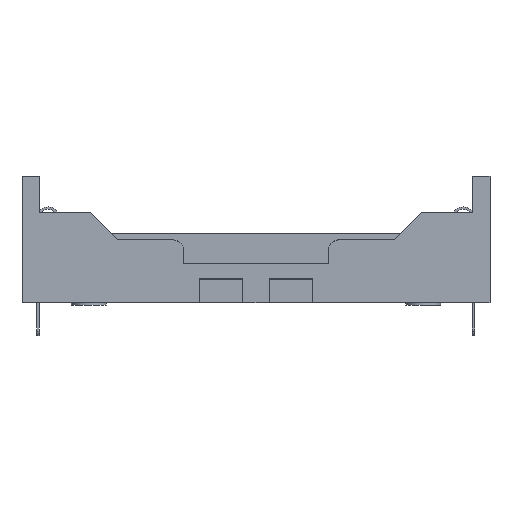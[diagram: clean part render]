
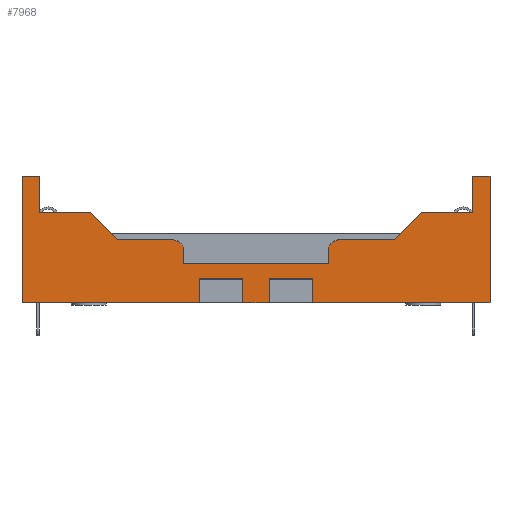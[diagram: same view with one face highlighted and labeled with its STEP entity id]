
A CAD part, left-side view. The second image highlights one B-rep face of the part: STEP entity #7968.
In plain terms, the highlighted face is planar.
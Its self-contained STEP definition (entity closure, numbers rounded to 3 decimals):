
#438=FACE_OUTER_BOUND('',#860,.T.);
#860=EDGE_LOOP('',(#6472,#6473,#6474,#6475,#6476,#6477,#6478,#6479,#6480,
#6481,#6482,#6483,#6484,#6485,#6486,#6487,#6488,#6489,#6490,#6491,#6492,
#6493,#6494,#6495,#6496,#6497));
#1480=LINE('',#11866,#2498);
#1481=LINE('',#11869,#2499);
#1487=LINE('',#11879,#2505);
#1491=LINE('',#11887,#2509);
#1495=LINE('',#11894,#2513);
#1497=LINE('',#11898,#2515);
#1622=LINE('',#12164,#2640);
#1627=LINE('',#12173,#2645);
#1681=LINE('',#12308,#2699);
#1685=LINE('',#12316,#2703);
#1688=LINE('',#12321,#2706);
#1691=LINE('',#12329,#2709);
#1693=LINE('',#12333,#2711);
#1695=LINE('',#12337,#2713);
#1697=LINE('',#12343,#2715);
#1715=LINE('',#12379,#2733);
#1742=LINE('',#12432,#2760);
#1743=LINE('',#12434,#2761);
#1744=LINE('',#12435,#2762);
#1745=LINE('',#12436,#2763);
#1746=LINE('',#12437,#2764);
#1747=LINE('',#12439,#2765);
#1748=LINE('',#12440,#2766);
#1749=LINE('',#12441,#2767);
#2498=VECTOR('',#9641,7.2);
#2499=VECTOR('',#9644,4.);
#2505=VECTOR('',#9652,4.);
#2509=VECTOR('',#9660,7.2);
#2513=VECTOR('',#9666,4.);
#2515=VECTOR('',#9670,4.);
#2640=VECTOR('',#9889,6.);
#2645=VECTOR('',#9896,6.);
#2699=VECTOR('',#10024,6.364);
#2703=VECTOR('',#10030,6.364);
#2706=VECTOR('',#10035,9.);
#2709=VECTOR('',#10044,2.);
#2711=VECTOR('',#10048,24.);
#2713=VECTOR('',#10052,2.);
#2715=VECTOR('',#10060,9.);
#2733=VECTOR('',#10080,2.9);
#2760=VECTOR('',#10123,21.);
#2761=VECTOR('',#10126,29.5);
#2762=VECTOR('',#10127,2.9);
#2763=VECTOR('',#10128,8.5);
#2764=VECTOR('',#10129,8.5);
#2765=VECTOR('',#10130,21.);
#2766=VECTOR('',#10131,29.5);
#2767=VECTOR('',#10132,4.4);
#3137=CIRCLE('',#8472,2.);
#3138=CIRCLE('',#8477,2.);
#3536=VERTEX_POINT('',#11862);
#3537=VERTEX_POINT('',#11864);
#3538=VERTEX_POINT('',#11868);
#3541=VERTEX_POINT('',#11877);
#3542=VERTEX_POINT('',#11884);
#3543=VERTEX_POINT('',#11886);
#3545=VERTEX_POINT('',#11892);
#3546=VERTEX_POINT('',#11897);
#3638=VERTEX_POINT('',#12160);
#3640=VERTEX_POINT('',#12163);
#3642=VERTEX_POINT('',#12169);
#3643=VERTEX_POINT('',#12171);
#3686=VERTEX_POINT('',#12305);
#3687=VERTEX_POINT('',#12307);
#3689=VERTEX_POINT('',#12313);
#3690=VERTEX_POINT('',#12315);
#3691=VERTEX_POINT('',#12319);
#3692=VERTEX_POINT('',#12323);
#3693=VERTEX_POINT('',#12327);
#3694=VERTEX_POINT('',#12331);
#3695=VERTEX_POINT('',#12335);
#3696=VERTEX_POINT('',#12339);
#3713=VERTEX_POINT('',#12377);
#3730=VERTEX_POINT('',#12428);
#3731=VERTEX_POINT('',#12430);
#3732=VERTEX_POINT('',#12438);
#4466=EDGE_CURVE('',#3537,#3536,#1480,.T.);
#4467=EDGE_CURVE('',#3536,#3538,#1481,.T.);
#4473=EDGE_CURVE('',#3537,#3541,#1487,.T.);
#4477=EDGE_CURVE('',#3542,#3543,#1491,.T.);
#4481=EDGE_CURVE('',#3542,#3545,#1495,.T.);
#4483=EDGE_CURVE('',#3543,#3546,#1497,.T.);
#4614=EDGE_CURVE('',#3640,#3638,#1622,.T.);
#4619=EDGE_CURVE('',#3643,#3642,#1627,.T.);
#4683=EDGE_CURVE('',#3686,#3687,#1681,.T.);
#4687=EDGE_CURVE('',#3689,#3690,#1685,.T.);
#4690=EDGE_CURVE('',#3691,#3686,#1688,.T.);
#4692=EDGE_CURVE('',#3692,#3691,#3137,.T.);
#4694=EDGE_CURVE('',#3693,#3692,#1691,.T.);
#4696=EDGE_CURVE('',#3694,#3693,#1693,.T.);
#4698=EDGE_CURVE('',#3695,#3694,#1695,.T.);
#4700=EDGE_CURVE('',#3696,#3695,#3138,.T.);
#4701=EDGE_CURVE('',#3690,#3696,#1697,.T.);
#4719=EDGE_CURVE('',#3713,#3643,#1715,.T.);
#4746=EDGE_CURVE('',#3731,#3730,#1742,.T.);
#4747=EDGE_CURVE('',#3541,#3730,#1743,.T.);
#4748=EDGE_CURVE('',#3640,#3731,#1744,.T.);
#4749=EDGE_CURVE('',#3687,#3638,#1745,.T.);
#4750=EDGE_CURVE('',#3642,#3689,#1746,.T.);
#4751=EDGE_CURVE('',#3713,#3732,#1747,.T.);
#4752=EDGE_CURVE('',#3732,#3546,#1748,.T.);
#4753=EDGE_CURVE('',#3545,#3538,#1749,.T.);
#6472=ORIENTED_EDGE('',*,*,#4466,.F.);
#6473=ORIENTED_EDGE('',*,*,#4473,.T.);
#6474=ORIENTED_EDGE('',*,*,#4747,.T.);
#6475=ORIENTED_EDGE('',*,*,#4746,.F.);
#6476=ORIENTED_EDGE('',*,*,#4748,.F.);
#6477=ORIENTED_EDGE('',*,*,#4614,.T.);
#6478=ORIENTED_EDGE('',*,*,#4749,.F.);
#6479=ORIENTED_EDGE('',*,*,#4683,.F.);
#6480=ORIENTED_EDGE('',*,*,#4690,.F.);
#6481=ORIENTED_EDGE('',*,*,#4692,.F.);
#6482=ORIENTED_EDGE('',*,*,#4694,.F.);
#6483=ORIENTED_EDGE('',*,*,#4696,.F.);
#6484=ORIENTED_EDGE('',*,*,#4698,.F.);
#6485=ORIENTED_EDGE('',*,*,#4700,.F.);
#6486=ORIENTED_EDGE('',*,*,#4701,.F.);
#6487=ORIENTED_EDGE('',*,*,#4687,.F.);
#6488=ORIENTED_EDGE('',*,*,#4750,.F.);
#6489=ORIENTED_EDGE('',*,*,#4619,.F.);
#6490=ORIENTED_EDGE('',*,*,#4719,.F.);
#6491=ORIENTED_EDGE('',*,*,#4751,.T.);
#6492=ORIENTED_EDGE('',*,*,#4752,.T.);
#6493=ORIENTED_EDGE('',*,*,#4483,.F.);
#6494=ORIENTED_EDGE('',*,*,#4477,.F.);
#6495=ORIENTED_EDGE('',*,*,#4481,.T.);
#6496=ORIENTED_EDGE('',*,*,#4753,.T.);
#6497=ORIENTED_EDGE('',*,*,#4467,.F.);
#7585=PLANE('',#8488);
#7968=ADVANCED_FACE('',(#438),#7585,.F.);
#8472=AXIS2_PLACEMENT_3D('',#12325,#10039,#10040);
#8477=AXIS2_PLACEMENT_3D('',#12341,#10056,#10057);
#8488=AXIS2_PLACEMENT_3D('',#12433,#10124,#10125);
#9641=DIRECTION('',(-1.,0.,0.));
#9644=DIRECTION('',(0.,0.,-1.));
#9652=DIRECTION('',(0.,0.,-1.));
#9660=DIRECTION('',(-1.,0.,0.));
#9666=DIRECTION('',(0.,0.,-1.));
#9670=DIRECTION('',(0.,0.,-1.));
#9889=DIRECTION('',(0.,0.,-1.));
#9896=DIRECTION('',(0.,0.,-1.));
#10024=DIRECTION('',(0.707,0.,0.707));
#10030=DIRECTION('',(0.707,0.,-0.707));
#10035=DIRECTION('',(1.,0.,0.));
#10039=DIRECTION('center_axis',(0.,1.,0.));
#10040=DIRECTION('ref_axis',(1.,0.,0.));
#10044=DIRECTION('',(0.,0.,1.));
#10048=DIRECTION('',(1.,0.,0.));
#10052=DIRECTION('',(0.,0.,-1.));
#10056=DIRECTION('center_axis',(0.,1.,0.));
#10057=DIRECTION('ref_axis',(-1.,0.,0.));
#10060=DIRECTION('',(1.,0.,0.));
#10080=DIRECTION('',(1.,0.,0.));
#10123=DIRECTION('',(0.,0.,-1.));
#10124=DIRECTION('center_axis',(0.,1.,0.));
#10125=DIRECTION('ref_axis',(0.,0.,1.));
#10126=DIRECTION('',(1.,0.,0.));
#10127=DIRECTION('',(1.,0.,0.));
#10128=DIRECTION('',(1.,0.,0.));
#10129=DIRECTION('',(1.,0.,0.));
#10130=DIRECTION('',(0.,0.,-1.));
#10131=DIRECTION('',(1.,0.,0.));
#10132=DIRECTION('',(1.,0.,0.));
#11862=CARTESIAN_POINT('',(2.2,-20.1,4.));
#11864=CARTESIAN_POINT('',(9.4,-20.1,4.));
#11866=CARTESIAN_POINT('',(9.4,-20.1,4.));
#11868=CARTESIAN_POINT('',(2.2,-20.1,0.));
#11869=CARTESIAN_POINT('',(2.2,-20.1,4.));
#11877=CARTESIAN_POINT('',(9.4,-20.1,0.));
#11879=CARTESIAN_POINT('',(9.4,-20.1,4.));
#11884=CARTESIAN_POINT('',(-2.2,-20.1,4.));
#11886=CARTESIAN_POINT('',(-9.4,-20.1,4.));
#11887=CARTESIAN_POINT('',(-2.2,-20.1,4.));
#11892=CARTESIAN_POINT('',(-2.2,-20.1,0.));
#11894=CARTESIAN_POINT('',(-2.2,-20.1,4.));
#11897=CARTESIAN_POINT('',(-9.4,-20.1,0.));
#11898=CARTESIAN_POINT('',(-9.4,-20.1,4.));
#12160=CARTESIAN_POINT('',(36.,-20.1,15.));
#12163=CARTESIAN_POINT('',(36.,-20.1,21.));
#12164=CARTESIAN_POINT('',(36.,-20.1,21.));
#12169=CARTESIAN_POINT('',(-36.,-20.1,15.));
#12171=CARTESIAN_POINT('',(-36.,-20.1,21.));
#12173=CARTESIAN_POINT('',(-36.,-20.1,21.));
#12305=CARTESIAN_POINT('',(23.,-20.1,10.5));
#12307=CARTESIAN_POINT('',(27.5,-20.1,15.));
#12308=CARTESIAN_POINT('',(23.,-20.1,10.5));
#12313=CARTESIAN_POINT('',(-27.5,-20.1,15.));
#12315=CARTESIAN_POINT('',(-23.,-20.1,10.5));
#12316=CARTESIAN_POINT('',(-27.5,-20.1,15.));
#12319=CARTESIAN_POINT('',(14.,-20.1,10.5));
#12321=CARTESIAN_POINT('',(14.,-20.1,10.5));
#12323=CARTESIAN_POINT('',(12.,-20.1,8.5));
#12325=CARTESIAN_POINT('Origin',(14.,-20.1,8.5));
#12327=CARTESIAN_POINT('',(12.,-20.1,6.5));
#12329=CARTESIAN_POINT('',(12.,-20.1,6.5));
#12331=CARTESIAN_POINT('',(-12.,-20.1,6.5));
#12333=CARTESIAN_POINT('',(-12.,-20.1,6.5));
#12335=CARTESIAN_POINT('',(-12.,-20.1,8.5));
#12337=CARTESIAN_POINT('',(-12.,-20.1,8.5));
#12339=CARTESIAN_POINT('',(-14.,-20.1,10.5));
#12341=CARTESIAN_POINT('Origin',(-14.,-20.1,8.5));
#12343=CARTESIAN_POINT('',(-23.,-20.1,10.5));
#12377=CARTESIAN_POINT('',(-38.9,-20.1,21.));
#12379=CARTESIAN_POINT('',(-38.9,-20.1,21.));
#12428=CARTESIAN_POINT('',(38.9,-20.1,0.));
#12430=CARTESIAN_POINT('',(38.9,-20.1,21.));
#12432=CARTESIAN_POINT('',(38.9,-20.1,21.));
#12433=CARTESIAN_POINT('Origin',(38.9,-20.1,1.5));
#12434=CARTESIAN_POINT('',(9.4,-20.1,0.));
#12435=CARTESIAN_POINT('',(36.,-20.1,21.));
#12436=CARTESIAN_POINT('',(27.5,-20.1,15.));
#12437=CARTESIAN_POINT('',(-36.,-20.1,15.));
#12438=CARTESIAN_POINT('',(-38.9,-20.1,0.));
#12439=CARTESIAN_POINT('',(-38.9,-20.1,21.));
#12440=CARTESIAN_POINT('',(-38.9,-20.1,0.));
#12441=CARTESIAN_POINT('',(-2.2,-20.1,0.));
